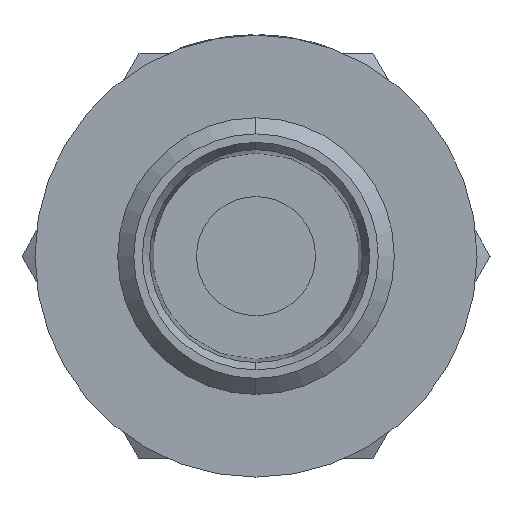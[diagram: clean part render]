
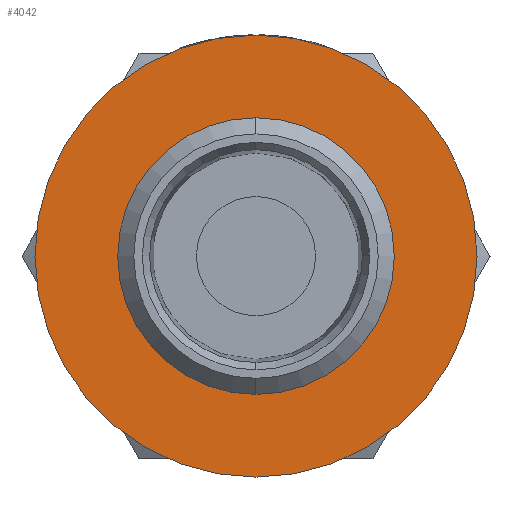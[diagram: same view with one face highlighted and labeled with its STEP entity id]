
A CAD part, left-side view. The second image highlights one B-rep face of the part: STEP entity #4042.
In plain terms, the highlighted planar face has unit normal (-1, 0, 0).
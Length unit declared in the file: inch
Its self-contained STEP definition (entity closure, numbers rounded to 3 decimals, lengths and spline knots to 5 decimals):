
#174 = EDGE_CURVE ( 'NONE', #4615, #9010, #10912, .T. ) ;
#257 = CIRCLE ( 'NONE', #5924, 0.18996 ) ;
#794 = AXIS2_PLACEMENT_3D ( 'NONE', #7970, #7021, #10592 ) ;
#856 = CARTESIAN_POINT ( 'NONE',  ( 0.49803, 0., 0.18996 ) ) ;
#1337 = CIRCLE ( 'NONE', #794, 0.3435 ) ;
#1574 = CARTESIAN_POINT ( 'NONE',  ( 0.49803, 0., -0.18996 ) ) ;
#1590 = EDGE_CURVE ( 'NONE', #9010, #4615, #257, .T. ) ;
#1722 = ORIENTED_EDGE ( 'NONE', *, *, #1590, .T. ) ;
#2481 = DIRECTION ( 'NONE',  ( -1., 0., 0. ) ) ;
#2501 = ORIENTED_EDGE ( 'NONE', *, *, #4612, .F. ) ;
#3159 = CARTESIAN_POINT ( 'NONE',  ( 0.49803, 0., 0. ) ) ;
#3263 = DIRECTION ( 'NONE',  ( 0., 0., 1. ) ) ;
#3879 = VERTEX_POINT ( 'NONE', #4026 ) ;
#3931 = DIRECTION ( 'NONE',  ( 0., 0., 1. ) ) ;
#4026 = CARTESIAN_POINT ( 'NONE',  ( 0.49803, 0., -0.3435 ) ) ;
#4042 = ADVANCED_FACE ( 'NONE', ( #6078, #8579 ), #10974, .T. ) ;
#4360 = ORIENTED_EDGE ( 'NONE', *, *, #174, .T. ) ;
#4612 = EDGE_CURVE ( 'NONE', #3879, #4743, #9139, .T. ) ;
#4615 = VERTEX_POINT ( 'NONE', #1574 ) ;
#4743 = VERTEX_POINT ( 'NONE', #10432 ) ;
#4763 = DIRECTION ( 'NONE',  ( 1., 0., 0. ) ) ;
#5089 = CARTESIAN_POINT ( 'NONE',  ( 0.49803, 0., 0. ) ) ;
#5110 = EDGE_CURVE ( 'NONE', #4743, #3879, #1337, .T. ) ;
#5214 = DIRECTION ( 'NONE',  ( 1., 0., 0. ) ) ;
#5595 = AXIS2_PLACEMENT_3D ( 'NONE', #8389, #5214, #8616 ) ;
#5924 = AXIS2_PLACEMENT_3D ( 'NONE', #5089, #8369, #3263 ) ;
#6078 = FACE_BOUND ( 'NONE', #7572, .T. ) ;
#6565 = EDGE_LOOP ( 'NONE', ( #9363, #2501 ) ) ;
#7021 = DIRECTION ( 'NONE',  ( 1., 0., 0. ) ) ;
#7572 = EDGE_LOOP ( 'NONE', ( #1722, #4360 ) ) ;
#7970 = CARTESIAN_POINT ( 'NONE',  ( 0.49803, 0., 0. ) ) ;
#8369 = DIRECTION ( 'NONE',  ( 1., 0., 0. ) ) ;
#8389 = CARTESIAN_POINT ( 'NONE',  ( 0.49803, 0., 0. ) ) ;
#8410 = AXIS2_PLACEMENT_3D ( 'NONE', #9475, #2481, #9306 ) ;
#8579 = FACE_OUTER_BOUND ( 'NONE', #6565, .T. ) ;
#8616 = DIRECTION ( 'NONE',  ( 0., 0., 1. ) ) ;
#9010 = VERTEX_POINT ( 'NONE', #856 ) ;
#9139 = CIRCLE ( 'NONE', #9864, 0.3435 ) ;
#9306 = DIRECTION ( 'NONE',  ( 0., 0., 1. ) ) ;
#9363 = ORIENTED_EDGE ( 'NONE', *, *, #5110, .F. ) ;
#9475 = CARTESIAN_POINT ( 'NONE',  ( 0.49803, 0., 0. ) ) ;
#9864 = AXIS2_PLACEMENT_3D ( 'NONE', #3159, #4763, #3931 ) ;
#10432 = CARTESIAN_POINT ( 'NONE',  ( 0.49803, 0., 0.3435 ) ) ;
#10592 = DIRECTION ( 'NONE',  ( 0., 0., 1. ) ) ;
#10912 = CIRCLE ( 'NONE', #5595, 0.18996 ) ;
#10974 = PLANE ( 'NONE',  #8410 ) ;
